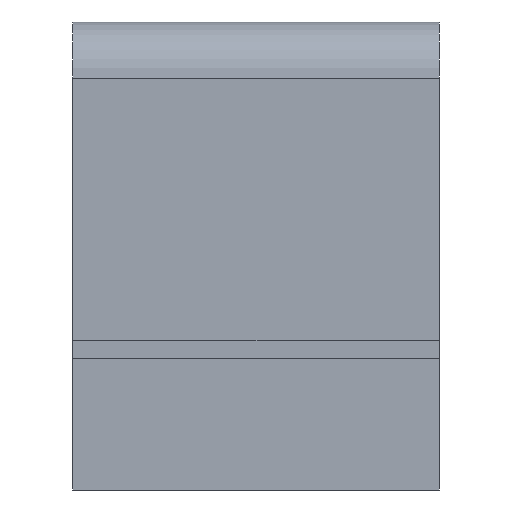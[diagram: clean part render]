
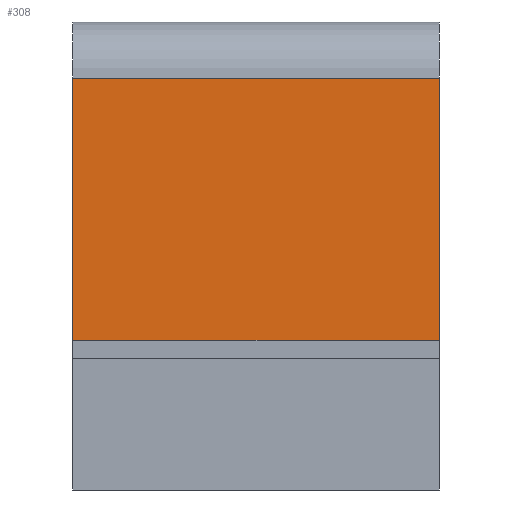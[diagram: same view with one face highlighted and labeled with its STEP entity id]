
A CAD part, left-side view. The second image highlights one B-rep face of the part: STEP entity #308.
In plain terms, the highlighted planar face has unit normal (-1, 0, 0).
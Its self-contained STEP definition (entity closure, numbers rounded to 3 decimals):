
#32=FACE_OUTER_BOUND('',#48,.T.);
#48=EDGE_LOOP('',(#263,#264,#265,#266));
#73=LINE('',#471,#111);
#78=LINE('',#484,#116);
#85=LINE('',#501,#123);
#88=LINE('',#506,#126);
#111=VECTOR('',#381,10.);
#116=VECTOR('',#392,10.);
#123=VECTOR('',#409,10.);
#126=VECTOR('',#414,10.);
#144=VERTEX_POINT('',#468);
#145=VERTEX_POINT('',#470);
#150=VERTEX_POINT('',#482);
#155=VERTEX_POINT('',#499);
#177=EDGE_CURVE('',#144,#145,#73,.T.);
#184=EDGE_CURVE('',#150,#144,#78,.T.);
#193=EDGE_CURVE('',#150,#155,#85,.T.);
#196=EDGE_CURVE('',#145,#155,#88,.T.);
#263=ORIENTED_EDGE('',*,*,#196,.F.);
#264=ORIENTED_EDGE('',*,*,#177,.F.);
#265=ORIENTED_EDGE('',*,*,#184,.F.);
#266=ORIENTED_EDGE('',*,*,#193,.T.);
#292=PLANE('',#342);
#308=ADVANCED_FACE('',(#32),#292,.T.);
#342=AXIS2_PLACEMENT_3D('',#508,#416,#417);
#381=DIRECTION('',(0.,0.,1.));
#392=DIRECTION('',(0.,1.,0.));
#409=DIRECTION('',(0.,0.,1.));
#414=DIRECTION('',(0.,-1.,0.));
#416=DIRECTION('center_axis',(-1.,0.,0.));
#417=DIRECTION('ref_axis',(0.,0.,1.));
#468=CARTESIAN_POINT('',(4.25,9.8,4.));
#470=CARTESIAN_POINT('',(4.25,9.8,11.));
#471=CARTESIAN_POINT('',(4.25,9.8,4.));
#482=CARTESIAN_POINT('',(4.25,0.,4.));
#484=CARTESIAN_POINT('',(4.25,0.,4.));
#499=CARTESIAN_POINT('',(4.25,0.,11.));
#501=CARTESIAN_POINT('',(4.25,0.,4.));
#506=CARTESIAN_POINT('',(4.25,0.,11.));
#508=CARTESIAN_POINT('Origin',(4.25,0.,4.));
